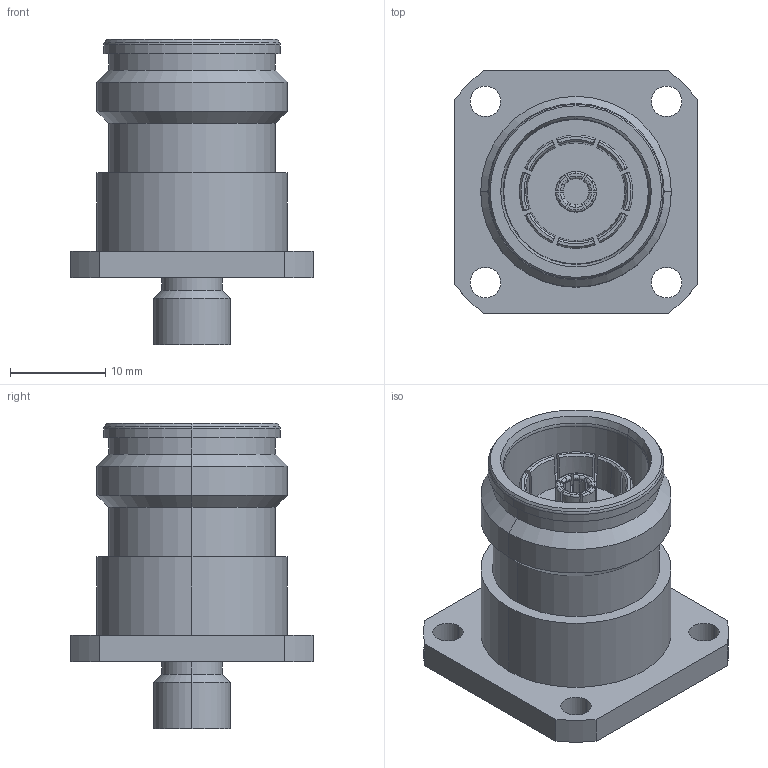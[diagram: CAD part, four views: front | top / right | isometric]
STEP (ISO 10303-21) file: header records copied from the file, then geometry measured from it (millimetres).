
FILE_DESCRIPTION (( 'STEP AP214' ), '1' );
FILE_NAME ('J01441A0006.STEP', '2014-10-20T09:14:47', ( '' ), ( '' ), 'SwSTEP 2.0', 'SolidWorks 2014', '' );
FILE_SCHEMA (( 'AUTOMOTIVE_DESIGN' ));
Length unit declared in the file: millimetre
Products named in the file (1): J01441A0006
Bounding box: 25.4 x 25.4 x 32 mm (x, y, z)
Volume: 6991.5 mm3; surface area: 3930.3 mm2
Topology: 1 solids, 1 shells, 216 faces, 542 edges, 348 vertices
Faces by surface type: cylinder 60, cone 54, plane 54, torus 48
Entity records: 9154 total; most frequent: CARTESIAN_POINT 1725, ORIENTED_EDGE 1084, DIRECTION 1038, EDGE_CURVE 542, AXIS2_PLACEMENT_3D 431, VERTEX_POINT 348, EDGE_LOOP 244, UNCERTAINTY_MEASURE_WITH_UNIT 217
